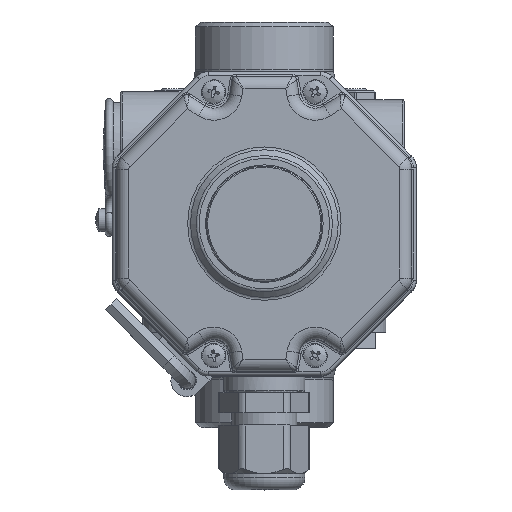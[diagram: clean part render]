
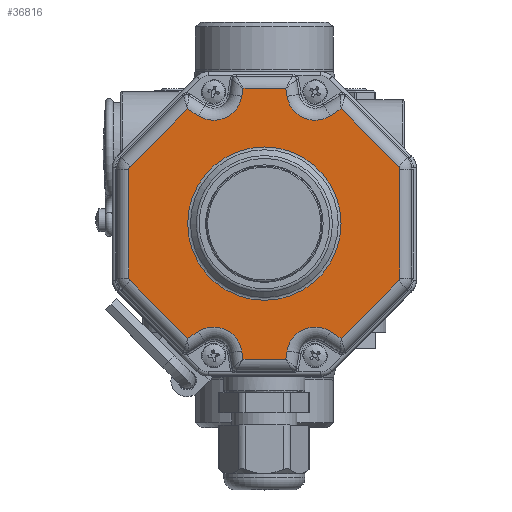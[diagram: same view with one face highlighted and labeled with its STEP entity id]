
A CAD part, top view. The second image highlights one B-rep face of the part: STEP entity #36816.
In plain terms, the highlighted face is planar.
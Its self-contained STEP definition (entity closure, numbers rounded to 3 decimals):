
#1332=PLANE('',#42585);
#3049=CIRCLE('',#42452,1.);
#3054=CIRCLE('',#42460,1.);
#3062=CIRCLE('',#42473,7.);
#3071=CIRCLE('',#42487,1.);
#3075=CIRCLE('',#42494,7.);
#3079=CIRCLE('',#42499,1.);
#3114=CIRCLE('',#42586,7.);
#3115=CIRCLE('',#42587,7.);
#3116=CIRCLE('',#42588,18.914);
#10072=ORIENTED_EDGE('',*,*,#18316,.T.);
#10073=ORIENTED_EDGE('',*,*,#18495,.T.);
#10074=ORIENTED_EDGE('',*,*,#18306,.T.);
#10075=ORIENTED_EDGE('',*,*,#18302,.T.);
#10076=ORIENTED_EDGE('',*,*,#18308,.T.);
#10077=ORIENTED_EDGE('',*,*,#18311,.T.);
#10078=ORIENTED_EDGE('',*,*,#18318,.T.);
#10079=ORIENTED_EDGE('',*,*,#18323,.T.);
#10080=ORIENTED_EDGE('',*,*,#18333,.T.);
#10081=ORIENTED_EDGE('',*,*,#18339,.T.);
#10082=ORIENTED_EDGE('',*,*,#18342,.T.);
#10083=ORIENTED_EDGE('',*,*,#18353,.T.);
#10084=ORIENTED_EDGE('',*,*,#18364,.T.);
#10085=ORIENTED_EDGE('',*,*,#18370,.T.);
#10086=ORIENTED_EDGE('',*,*,#18376,.T.);
#10087=ORIENTED_EDGE('',*,*,#18380,.T.);
#10088=ORIENTED_EDGE('',*,*,#18374,.T.);
#10089=ORIENTED_EDGE('',*,*,#18368,.T.);
#10090=ORIENTED_EDGE('',*,*,#18362,.T.);
#10091=ORIENTED_EDGE('',*,*,#18357,.T.);
#10092=ORIENTED_EDGE('',*,*,#18347,.T.);
#10093=ORIENTED_EDGE('',*,*,#18496,.T.);
#10094=ORIENTED_EDGE('',*,*,#18337,.T.);
#10095=ORIENTED_EDGE('',*,*,#18327,.T.);
#10096=ORIENTED_EDGE('',*,*,#18497,.T.);
#18302=EDGE_CURVE('',#22809,#22811,#25687,.T.);
#18306=EDGE_CURVE('',#22812,#22809,#25690,.T.);
#18308=EDGE_CURVE('',#22811,#22815,#3049,.T.);
#18311=EDGE_CURVE('',#22815,#22817,#25691,.T.);
#18316=EDGE_CURVE('',#22818,#22821,#25694,.T.);
#18318=EDGE_CURVE('',#22817,#22823,#3054,.T.);
#18323=EDGE_CURVE('',#22823,#22826,#25695,.T.);
#18327=EDGE_CURVE('',#22827,#22818,#25698,.T.);
#18333=EDGE_CURVE('',#22826,#22832,#25699,.T.);
#18337=EDGE_CURVE('',#22833,#22827,#25702,.T.);
#18339=EDGE_CURVE('',#22832,#22836,#3062,.T.);
#18342=EDGE_CURVE('',#22836,#22838,#25703,.T.);
#18347=EDGE_CURVE('',#22839,#22842,#25706,.T.);
#18353=EDGE_CURVE('',#22838,#22846,#25707,.T.);
#18357=EDGE_CURVE('',#22847,#22839,#25710,.T.);
#18362=EDGE_CURVE('',#22850,#22847,#3071,.T.);
#18364=EDGE_CURVE('',#22846,#22853,#25711,.T.);
#18368=EDGE_CURVE('',#22854,#22850,#25714,.T.);
#18370=EDGE_CURVE('',#22853,#22857,#3075,.T.);
#18374=EDGE_CURVE('',#22858,#22854,#3079,.T.);
#18376=EDGE_CURVE('',#22857,#22861,#25715,.T.);
#18380=EDGE_CURVE('',#22861,#22858,#25718,.T.);
#18495=EDGE_CURVE('',#22821,#22812,#3114,.T.);
#18496=EDGE_CURVE('',#22842,#22833,#3115,.T.);
#18497=EDGE_CURVE('',#22925,#22925,#3116,.T.);
#22809=VERTEX_POINT('',#66517);
#22811=VERTEX_POINT('',#66536);
#22812=VERTEX_POINT('',#66541);
#22815=VERTEX_POINT('',#66548);
#22817=VERTEX_POINT('',#66554);
#22818=VERTEX_POINT('',#66573);
#22821=VERTEX_POINT('',#66578);
#22823=VERTEX_POINT('',#66583);
#22826=VERTEX_POINT('',#66662);
#22827=VERTEX_POINT('',#66681);
#22832=VERTEX_POINT('',#66800);
#22833=VERTEX_POINT('',#66805);
#22836=VERTEX_POINT('',#66812);
#22838=VERTEX_POINT('',#66832);
#22839=VERTEX_POINT('',#66851);
#22842=VERTEX_POINT('',#66856);
#22846=VERTEX_POINT('',#66987);
#22847=VERTEX_POINT('',#66992);
#22850=VERTEX_POINT('',#67057);
#22853=VERTEX_POINT('',#67064);
#22854=VERTEX_POINT('',#67069);
#22857=VERTEX_POINT('',#67076);
#22858=VERTEX_POINT('',#67081);
#22861=VERTEX_POINT('',#67102);
#22925=VERTEX_POINT('',#67389);
#25687=LINE('',#66537,#27933);
#25690=LINE('',#66544,#27936);
#25691=LINE('',#66555,#27937);
#25694=LINE('',#66579,#27940);
#25695=LINE('',#66663,#27941);
#25698=LINE('',#66684,#27944);
#25699=LINE('',#66801,#27945);
#25702=LINE('',#66808,#27948);
#25703=LINE('',#66833,#27949);
#25706=LINE('',#66857,#27952);
#25707=LINE('',#66988,#27953);
#25710=LINE('',#66995,#27956);
#25711=LINE('',#67065,#27957);
#25714=LINE('',#67072,#27960);
#25715=LINE('',#67103,#27961);
#25718=LINE('',#67123,#27964);
#27933=VECTOR('',#50704,1000.);
#27936=VECTOR('',#50711,1000.);
#27937=VECTOR('',#50724,1000.);
#27940=VECTOR('',#50731,1000.);
#27941=VECTOR('',#50744,1000.);
#27944=VECTOR('',#50749,1000.);
#27945=VECTOR('',#50758,1000.);
#27948=VECTOR('',#50765,1000.);
#27949=VECTOR('',#50776,1000.);
#27952=VECTOR('',#50783,1000.);
#27953=VECTOR('',#50790,1000.);
#27956=VECTOR('',#50797,1000.);
#27957=VECTOR('',#50812,1000.);
#27960=VECTOR('',#50819,1000.);
#27961=VECTOR('',#50838,1000.);
#27964=VECTOR('',#50843,1000.);
#30472=EDGE_LOOP('',(#10072,#10073,#10074,#10075,#10076,#10077,#10078,#10079,
#10080,#10081,#10082,#10083,#10084,#10085,#10086,#10087,#10088,#10089,#10090,
#10091,#10092,#10093,#10094,#10095));
#30473=EDGE_LOOP('',(#10096));
#33268=FACE_BOUND('',#30472,.T.);
#33269=FACE_BOUND('',#30473,.T.);
#36816=ADVANCED_FACE('',(#33268,#33269),#1332,.T.);
#42452=AXIS2_PLACEMENT_3D('',#66549,#50716,#50717);
#42460=AXIS2_PLACEMENT_3D('',#66584,#50736,#50737);
#42473=AXIS2_PLACEMENT_3D('',#66813,#50770,#50771);
#42487=AXIS2_PLACEMENT_3D('',#67060,#50806,#50807);
#42494=AXIS2_PLACEMENT_3D('',#67077,#50824,#50825);
#42499=AXIS2_PLACEMENT_3D('',#67084,#50834,#50835);
#42585=AXIS2_PLACEMENT_3D('',#67385,#51090,#51091);
#42586=AXIS2_PLACEMENT_3D('',#67386,#51092,#51093);
#42587=AXIS2_PLACEMENT_3D('',#67387,#51094,#51095);
#42588=AXIS2_PLACEMENT_3D('',#67388,#51096,#51097);
#50704=DIRECTION('',(-0.707,0.,0.707));
#50711=DIRECTION('',(-0.844,0.,-0.536));
#50716=DIRECTION('',(0.,1.,0.));
#50717=DIRECTION('',(0.,0.,1.));
#50724=DIRECTION('',(0.,0.,1.));
#50731=DIRECTION('',(-0.156,0.,0.988));
#50736=DIRECTION('',(0.,1.,0.));
#50737=DIRECTION('',(0.,0.,1.));
#50744=DIRECTION('',(0.707,0.,0.707));
#50749=DIRECTION('',(-1.,0.,0.));
#50758=DIRECTION('',(0.844,0.,-0.536));
#50765=DIRECTION('',(-0.156,0.,-0.988));
#50770=DIRECTION('',(0.,-1.,0.));
#50771=DIRECTION('',(0.,0.,1.));
#50776=DIRECTION('',(0.156,0.,0.988));
#50783=DIRECTION('',(-0.844,0.,0.536));
#50790=DIRECTION('',(1.,0.,0.));
#50797=DIRECTION('',(-0.707,0.,-0.707));
#50806=DIRECTION('',(0.,1.,0.));
#50807=DIRECTION('',(0.,0.,1.));
#50812=DIRECTION('',(0.156,0.,-0.988));
#50819=DIRECTION('',(0.,0.,-1.));
#50824=DIRECTION('',(0.,-1.,0.));
#50825=DIRECTION('',(0.,0.,1.));
#50834=DIRECTION('',(0.,1.,0.));
#50835=DIRECTION('',(0.,0.,1.));
#50838=DIRECTION('',(0.844,0.,0.536));
#50843=DIRECTION('',(0.707,0.,-0.707));
#51090=DIRECTION('',(0.,1.,0.));
#51091=DIRECTION('',(0.,0.,1.));
#51092=DIRECTION('',(0.,-1.,0.));
#51093=DIRECTION('',(0.,0.,1.));
#51094=DIRECTION('',(0.,-1.,0.));
#51095=DIRECTION('',(0.,0.,1.));
#51096=DIRECTION('',(0.,-1.,0.));
#51097=DIRECTION('',(0.,0.,1.));
#66517=CARTESIAN_POINT('',(-18.939,26.,-28.296));
#66536=CARTESIAN_POINT('',(-33.107,26.,-14.128));
#66537=CARTESIAN_POINT('',(-33.107,26.,-14.128));
#66541=CARTESIAN_POINT('',(-16.251,26.,-26.59));
#66544=CARTESIAN_POINT('',(-20.292,26.,-29.154));
#66548=CARTESIAN_POINT('',(-33.4,26.,-13.421));
#66549=CARTESIAN_POINT('',(-32.4,26.,-13.421));
#66554=CARTESIAN_POINT('',(-33.4,26.,13.421));
#66555=CARTESIAN_POINT('',(-33.4,26.,13.421));
#66573=CARTESIAN_POINT('',(-5.27,26.,-33.4));
#66578=CARTESIAN_POINT('',(-5.586,26.,-31.405));
#66579=CARTESIAN_POINT('',(-10.302,26.,-1.632));
#66583=CARTESIAN_POINT('',(-33.107,26.,14.128));
#66584=CARTESIAN_POINT('',(-32.4,26.,13.421));
#66662=CARTESIAN_POINT('',(-18.939,26.,28.296));
#66663=CARTESIAN_POINT('',(-17.806,26.,29.429));
#66681=CARTESIAN_POINT('',(5.27,26.,-33.4));
#66684=CARTESIAN_POINT('',(-6.978,26.,-33.4));
#66800=CARTESIAN_POINT('',(-16.251,26.,26.59));
#66801=CARTESIAN_POINT('',(7.364,26.,11.603));
#66805=CARTESIAN_POINT('',(5.586,26.,-31.405));
#66808=CARTESIAN_POINT('',(5.003,26.,-35.087));
#66812=CARTESIAN_POINT('',(-5.586,26.,31.405));
#66813=CARTESIAN_POINT('',(-12.5,26.,32.5));
#66832=CARTESIAN_POINT('',(-5.27,26.,33.4));
#66833=CARTESIAN_POINT('',(-5.003,26.,35.087));
#66851=CARTESIAN_POINT('',(18.939,26.,-28.296));
#66856=CARTESIAN_POINT('',(16.251,26.,-26.59));
#66857=CARTESIAN_POINT('',(-7.364,26.,-11.603));
#66987=CARTESIAN_POINT('',(5.27,26.,33.4));
#66988=CARTESIAN_POINT('',(6.978,26.,33.4));
#66992=CARTESIAN_POINT('',(33.107,26.,-14.128));
#66995=CARTESIAN_POINT('',(17.806,26.,-29.429));
#67057=CARTESIAN_POINT('',(33.4,26.,-13.421));
#67060=CARTESIAN_POINT('',(32.4,26.,-13.421));
#67064=CARTESIAN_POINT('',(5.586,26.,31.405));
#67065=CARTESIAN_POINT('',(10.302,26.,1.632));
#67069=CARTESIAN_POINT('',(33.4,26.,13.421));
#67072=CARTESIAN_POINT('',(33.4,26.,-13.421));
#67076=CARTESIAN_POINT('',(16.251,26.,26.59));
#67077=CARTESIAN_POINT('',(12.5,26.,32.5));
#67081=CARTESIAN_POINT('',(33.107,26.,14.128));
#67084=CARTESIAN_POINT('',(32.4,26.,13.421));
#67102=CARTESIAN_POINT('',(18.939,26.,28.296));
#67103=CARTESIAN_POINT('',(20.292,26.,29.154));
#67123=CARTESIAN_POINT('',(33.107,26.,14.128));
#67385=CARTESIAN_POINT('',(0.,26.,0.));
#67386=CARTESIAN_POINT('',(-12.5,26.,-32.5));
#67387=CARTESIAN_POINT('',(12.5,26.,-32.5));
#67388=CARTESIAN_POINT('',(0.,26.,0.));
#67389=CARTESIAN_POINT('',(0.,26.,18.914));
